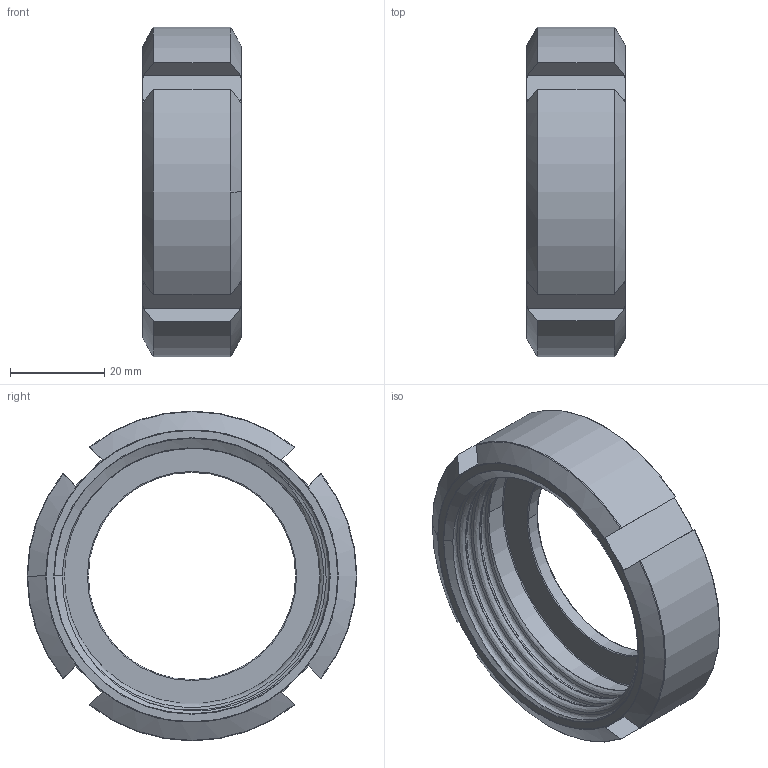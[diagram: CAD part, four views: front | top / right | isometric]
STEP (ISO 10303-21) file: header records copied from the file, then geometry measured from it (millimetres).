
FILE_DESCRIPTION (( 'STEP AP214' ), '1' );
FILE_NAME ('GL-210-I32-x Nutmutter F32 heco.STEP', '2017-09-18T08:10:49', ( '' ), ( '' ), 'SwSTEP 2.0', 'SolidWorks 2016', '' );
FILE_SCHEMA (( 'AUTOMOTIVE_DESIGN' ));
Length unit declared in the file: millimetre
Products named in the file (1): GL-210-I32-x Nutmutter F32 heco
Bounding box: 21 x 70 x 70 mm (x, y, z)
Volume: 25794.6 mm3; surface area: 13943 mm2
Topology: 1 solids, 1 shells, 245 faces, 654 edges, 431 vertices
Faces by surface type: plane 106, bspline 84, torus 26, cylinder 15, cone 14
Entity records: 16549 total; most frequent: CARTESIAN_POINT 9247, ORIENTED_EDGE 1308, DIRECTION 809, EDGE_CURVE 654, VERTEX_POINT 431, LINE 327, VECTOR 327, EDGE_LOOP 267
